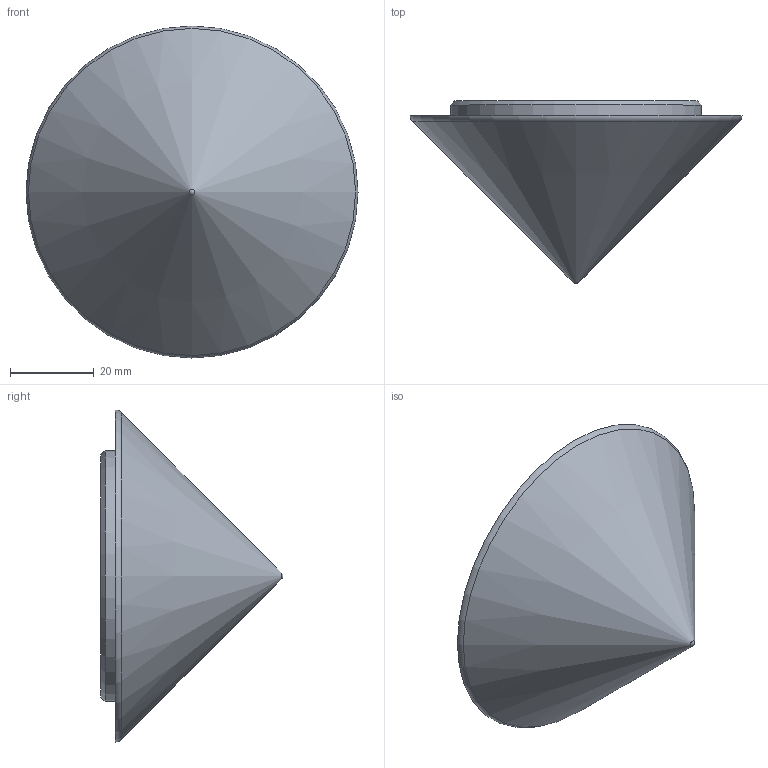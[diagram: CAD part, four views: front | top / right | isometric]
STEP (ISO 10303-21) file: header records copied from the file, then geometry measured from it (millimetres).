
FILE_DESCRIPTION(/* description */ (''),/* implementation_level */ '2;1');
FILE_NAME(/* name */ 'MK2_impeller-short-cone-B.stp',/* time_stamp */ '2024-07-26T11:53:50+02:00',/* author */ ('admin'),/* organization */ (''),/* preprocessor_version */ 'ST-DEVELOPER v18.1',/* originating_system */ 'Autodesk Inventor 2021',/* authorisation */ '');
FILE_SCHEMA (('AUTOMOTIVE_DESIGN { 1 0 10303 214 3 1 1 }'));
Length unit declared in the file: millimetre
Products named in the file (1): MK2_impeller-short-cone-B
Bounding box: 79.34 x 43.58 x 79.34 mm (x, y, z)
Volume: 39806.6 mm3; surface area: 15275.8 mm2
Topology: 1 solids, 1 shells, 11 faces, 21 edges, 14 vertices
Faces by surface type: cone 3, torus 2, cylinder 2, plane 2, sphere 2
Full cylindrical faces by diameter (mm): 50 x1, 60 x1
Entity records: 332 total; most frequent: DIRECTION 61, CARTESIAN_POINT 47, ORIENTED_EDGE 42, AXIS2_PLACEMENT_3D 28, EDGE_CURVE 21, CIRCLE 16, VERTEX_POINT 14, EDGE_LOOP 13
